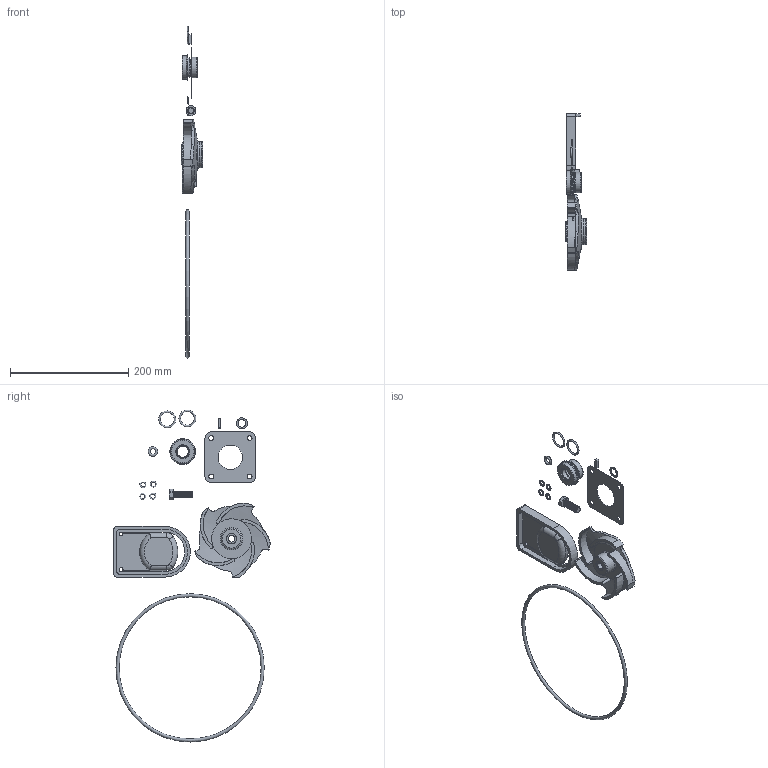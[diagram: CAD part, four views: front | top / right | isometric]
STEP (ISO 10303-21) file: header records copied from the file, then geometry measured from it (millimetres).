
FILE_DESCRIPTION(/* description */ ('222 SERIES REPAIR KIT'),/* implementation_level */ '2;1');
FILE_NAME(/* name */ '15000.stp',/* time_stamp */ '2020-05-04T11:22:21-04:00',/* author */ ('JBH'),/* organization */ (''),/* preprocessor_version */ 'ST-DEVELOPER v17.2',/* originating_system */ 'Autodesk Inventor 2019',/* authorisation */ '');
FILE_SCHEMA (('AUTOMOTIVE_DESIGN { 1 0 10303 214 3 1 1 }'));
Length unit declared in the file: inch
Products named in the file (15): 15000; 12099; 12705; 12713V; 12713V_1; 12710V; 12717; 12719A; 13778; 15773; A204; RK1001; 12902A; 15751; 15752
Assembly tree (18 placements, depth 3):
  15000
    12099
    12705
    12713V
      12713V_1
      12710V
    12717  x4
    12719A
    13778  x2
    15773
    A204
    RK1001
      12902A
      15751
      15752
Bounding box: 35.81 x 265.56 x 562.68 mm (x, y, z)
Volume: 243135.8 mm3; surface area: 114047.8 mm2
Topology: 16 solids, 16 shells, 367 faces, 1013 edges, 679 vertices
Faces by surface type: cylinder 128, plane 123, cone 54, bspline 42, torus 20
Full cylindrical faces by diameter (mm): 8.204 x4, 9.629 x17, 11.112 x17, 12.7 x1, 17.399 x1, 18.669 x1, 19.05 x3, 20.637 x1, 22.225 x1, 25.4 x2, 26.987 x1, 28.575 x1, 33.147 x1, 33.337 x1, 34.925 x2, 35.001 x1, 40.005 x1, 41.402 x1, 43.688 x1, 44.45 x1
Entity records: 14823 total; most frequent: CARTESIAN_POINT 5312, ORIENTED_EDGE 2006, DIRECTION 1747, EDGE_CURVE 1003, AXIS2_PLACEMENT_3D 693, VERTEX_POINT 675, EDGE_LOOP 402, FACE_OUTER_BOUND 363
